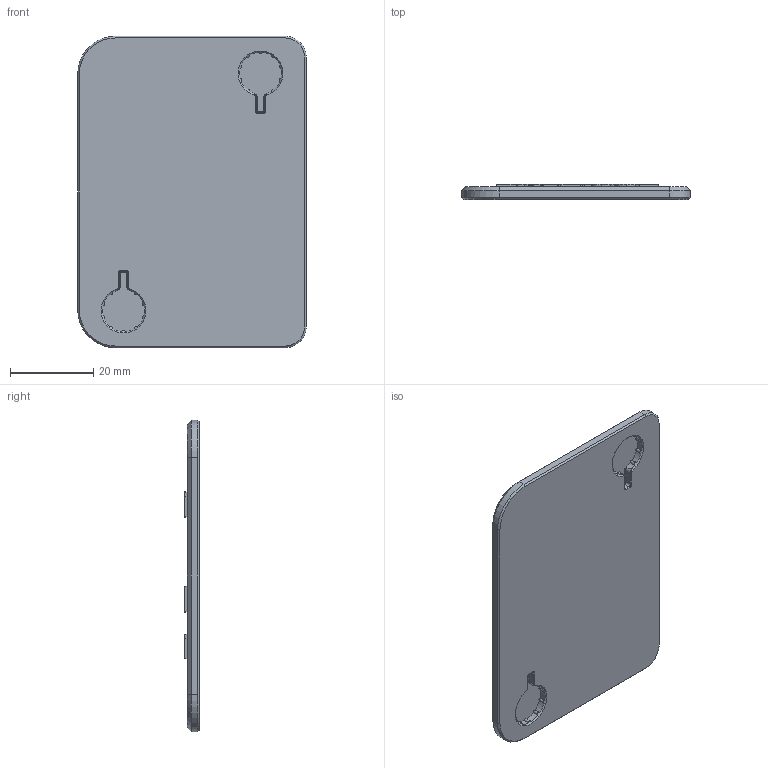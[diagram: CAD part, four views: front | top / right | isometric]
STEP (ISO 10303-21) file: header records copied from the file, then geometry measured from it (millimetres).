
FILE_DESCRIPTION(/* description */ (''),/* implementation_level */ '2;1');
FILE_NAME(/* name */ 'Faceplate Template.step',/* time_stamp */ '2025-05-02T19:08:38-04:00',/* author */ (''),/* organization */ (''),/* preprocessor_version */ 'ST-DEVELOPER v20.1',/* originating_system */ 'Autodesk Translation Framework v14.4.0.0',/* authorisation */ '');
FILE_SCHEMA (('AUTOMOTIVE_DESIGN { 1 0 10303 214 3 1 1 }'));
Length unit declared in the file: millimetre
Products named in the file (2): Faceplate Template; OSSM v2 AIO PCB Backpack - Template - Faceplate Base
Assembly tree (1 placements, depth 2):
  Faceplate Template
    OSSM v2 AIO PCB Backpack - Template - Faceplate Base
Bounding box: 55.01 x 3.6 x 75 mm (x, y, z)
Volume: 11891.4 mm3; surface area: 16935.3 mm2
Topology: 2 solids, 2 shells, 357 faces, 958 edges, 628 vertices
Faces by surface type: plane 199, bspline 82, cone 64, cylinder 12
Entity records: 12311 total; most frequent: CARTESIAN_POINT 3914, ORIENTED_EDGE 1916, DIRECTION 1392, EDGE_CURVE 958, VERTEX_POINT 628, LINE 612, VECTOR 612, AXIS2_PLACEMENT_3D 390
